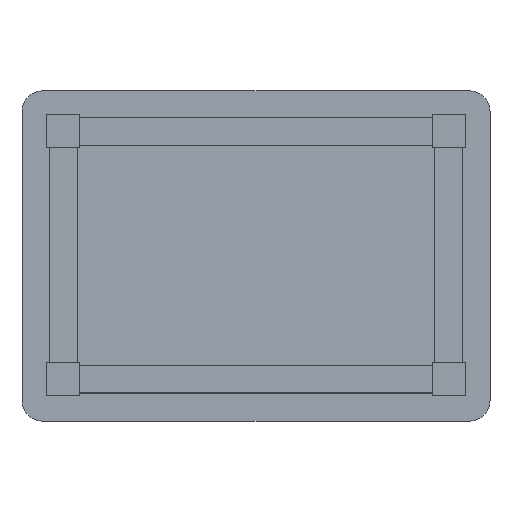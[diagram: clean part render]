
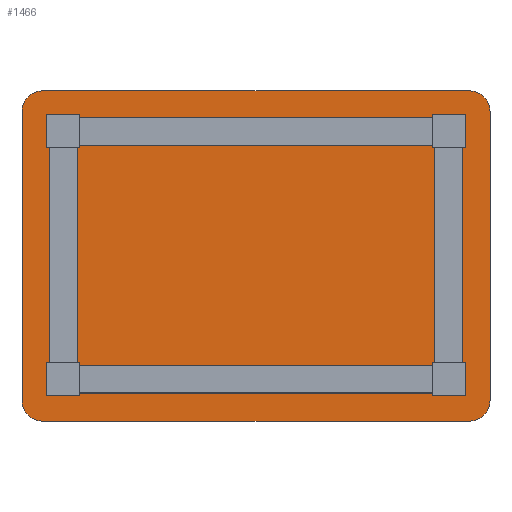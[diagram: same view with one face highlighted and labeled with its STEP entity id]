
A CAD part, top view. The second image highlights one B-rep face of the part: STEP entity #1466.
In plain terms, the highlighted planar face has unit normal (0, 0, 1).
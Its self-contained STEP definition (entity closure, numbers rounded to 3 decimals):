
#127 = EDGE_CURVE ( 'NONE', #1658, #5574, #1275, .T. ) ;
#144 = VECTOR ( 'NONE', #10746, 1000. ) ;
#177 = DIRECTION ( 'NONE',  ( -1., 0., 0. ) ) ;
#186 = CARTESIAN_POINT ( 'NONE',  ( -155., -105., 10. ) ) ;
#229 = AXIS2_PLACEMENT_3D ( 'NONE', #4876, #3021, #10981 ) ;
#235 = CARTESIAN_POINT ( 'NONE',  ( -155., 105., 10. ) ) ;
#377 = DIRECTION ( 'NONE',  ( 0., 0., 1. ) ) ;
#409 = EDGE_LOOP ( 'NONE', ( #1498, #7585 ) ) ;
#477 = AXIS2_PLACEMENT_3D ( 'NONE', #9806, #2855, #2066 ) ;
#647 = EDGE_CURVE ( 'NONE', #5574, #8755, #5648, .T. ) ;
#683 = ORIENTED_EDGE ( 'NONE', *, *, #647, .T. ) ;
#717 = AXIS2_PLACEMENT_3D ( 'NONE', #8987, #4635, #2887 ) ;
#740 = FACE_BOUND ( 'NONE', #409, .T. ) ;
#805 = VERTEX_POINT ( 'NONE', #3778 ) ;
#895 = VERTEX_POINT ( 'NONE', #6323 ) ;
#1030 = CARTESIAN_POINT ( 'NONE',  ( -155., 120., 10. ) ) ;
#1146 = CARTESIAN_POINT ( 'NONE',  ( -170., -105., 10. ) ) ;
#1151 = EDGE_CURVE ( 'NONE', #7051, #2972, #7003, .T. ) ;
#1275 = CIRCLE ( 'NONE', #1628, 15. ) ;
#1466 = ADVANCED_FACE ( 'NONE', ( #11132, #7016, #2429, #8482, #740 ), #7634, .T. ) ;
#1498 = ORIENTED_EDGE ( 'NONE', *, *, #6622, .T. ) ;
#1550 = ORIENTED_EDGE ( 'NONE', *, *, #127, .T. ) ;
#1628 = AXIS2_PLACEMENT_3D ( 'NONE', #186, #2665, #4420 ) ;
#1658 = VERTEX_POINT ( 'NONE', #1146 ) ;
#1667 = VERTEX_POINT ( 'NONE', #9833 ) ;
#1739 = EDGE_CURVE ( 'NONE', #3902, #805, #8837, .T. ) ;
#1817 = DIRECTION ( 'NONE',  ( 0., 0., -1. ) ) ;
#1924 = AXIS2_PLACEMENT_3D ( 'NONE', #3074, #377, #5617 ) ;
#2014 = AXIS2_PLACEMENT_3D ( 'NONE', #7013, #7974, #7070 ) ;
#2066 = DIRECTION ( 'NONE',  ( 1., 0., 0. ) ) ;
#2216 = CARTESIAN_POINT ( 'NONE',  ( -170., 120., 10. ) ) ;
#2302 = CARTESIAN_POINT ( 'NONE',  ( -105., 90., 10. ) ) ;
#2306 = CARTESIAN_POINT ( 'NONE',  ( -170., -120., 10. ) ) ;
#2429 = FACE_BOUND ( 'NONE', #2729, .T. ) ;
#2660 = VECTOR ( 'NONE', #3942, 1000. ) ;
#2665 = DIRECTION ( 'NONE',  ( 0., 0., 1. ) ) ;
#2729 = EDGE_LOOP ( 'NONE', ( #3674, #5873 ) ) ;
#2855 = DIRECTION ( 'NONE',  ( 0., 0., 1. ) ) ;
#2883 = EDGE_CURVE ( 'NONE', #1667, #10628, #7692, .T. ) ;
#2887 = DIRECTION ( 'NONE',  ( 1., 0., 0. ) ) ;
#2905 = EDGE_CURVE ( 'NONE', #10628, #1667, #7332, .T. ) ;
#2972 = VERTEX_POINT ( 'NONE', #3016 ) ;
#3016 = CARTESIAN_POINT ( 'NONE',  ( 105., -90., 10. ) ) ;
#3021 = DIRECTION ( 'NONE',  ( 0., 0., 1. ) ) ;
#3065 = DIRECTION ( 'NONE',  ( 1., 0., 0. ) ) ;
#3074 = CARTESIAN_POINT ( 'NONE',  ( 110., 90., 10. ) ) ;
#3101 = CIRCLE ( 'NONE', #229, 5. ) ;
#3338 = CARTESIAN_POINT ( 'NONE',  ( 170., 105., 10. ) ) ;
#3340 = CARTESIAN_POINT ( 'NONE',  ( 0., 0., 10. ) ) ;
#3428 = CARTESIAN_POINT ( 'NONE',  ( 115., 90., 10. ) ) ;
#3571 = CIRCLE ( 'NONE', #7356, 15. ) ;
#3674 = ORIENTED_EDGE ( 'NONE', *, *, #9246, .F. ) ;
#3729 = CARTESIAN_POINT ( 'NONE',  ( -105., -90., 10. ) ) ;
#3778 = CARTESIAN_POINT ( 'NONE',  ( 155., 120., 10. ) ) ;
#3902 = VERTEX_POINT ( 'NONE', #3338 ) ;
#3936 = EDGE_LOOP ( 'NONE', ( #9409, #5960 ) ) ;
#3942 = DIRECTION ( 'NONE',  ( 0., 1., 0. ) ) ;
#3987 = AXIS2_PLACEMENT_3D ( 'NONE', #4412, #1817, #177 ) ;
#4023 = CARTESIAN_POINT ( 'NONE',  ( -115., -90., 10. ) ) ;
#4076 = ORIENTED_EDGE ( 'NONE', *, *, #1739, .T. ) ;
#4163 = DIRECTION ( 'NONE',  ( -1., 0., 0. ) ) ;
#4412 = CARTESIAN_POINT ( 'NONE',  ( -110., -90., 10. ) ) ;
#4420 = DIRECTION ( 'NONE',  ( 1., 0., 0. ) ) ;
#4470 = AXIS2_PLACEMENT_3D ( 'NONE', #8969, #8456, #4163 ) ;
#4635 = DIRECTION ( 'NONE',  ( 0., 0., 1. ) ) ;
#4717 = CIRCLE ( 'NONE', #9596, 15. ) ;
#4774 = CARTESIAN_POINT ( 'NONE',  ( -115., 90., 10. ) ) ;
#4876 = CARTESIAN_POINT ( 'NONE',  ( -110., 90., 10. ) ) ;
#4935 = VECTOR ( 'NONE', #8246, 1000. ) ;
#5260 = CARTESIAN_POINT ( 'NONE',  ( -110., 90., 10. ) ) ;
#5409 = VERTEX_POINT ( 'NONE', #2302 ) ;
#5435 = AXIS2_PLACEMENT_3D ( 'NONE', #5260, #7862, #6222 ) ;
#5574 = VERTEX_POINT ( 'NONE', #6151 ) ;
#5617 = DIRECTION ( 'NONE',  ( 1., 0., 0. ) ) ;
#5648 = LINE ( 'NONE', #2306, #4935 ) ;
#5799 = CARTESIAN_POINT ( 'NONE',  ( 110., -90., 10. ) ) ;
#5873 = ORIENTED_EDGE ( 'NONE', *, *, #6641, .F. ) ;
#5960 = ORIENTED_EDGE ( 'NONE', *, *, #10430, .T. ) ;
#6087 = CIRCLE ( 'NONE', #8610, 5. ) ;
#6151 = CARTESIAN_POINT ( 'NONE',  ( -155., -120., 10. ) ) ;
#6222 = DIRECTION ( 'NONE',  ( 1., 0., 0. ) ) ;
#6323 = CARTESIAN_POINT ( 'NONE',  ( 170., -105., 10. ) ) ;
#6460 = AXIS2_PLACEMENT_3D ( 'NONE', #3340, #6786, #8538 ) ;
#6461 = DIRECTION ( 'NONE',  ( 0., 0., 1. ) ) ;
#6538 = EDGE_CURVE ( 'NONE', #9825, #7035, #9220, .T. ) ;
#6593 = CARTESIAN_POINT ( 'NONE',  ( 170., 120., 10. ) ) ;
#6620 = EDGE_CURVE ( 'NONE', #8368, #7403, #4717, .T. ) ;
#6622 = EDGE_CURVE ( 'NONE', #7035, #9825, #11024, .T. ) ;
#6641 = EDGE_CURVE ( 'NONE', #9350, #5409, #10300, .T. ) ;
#6705 = DIRECTION ( 'NONE',  ( 0., 0., -1. ) ) ;
#6786 = DIRECTION ( 'NONE',  ( 0., 0., 1. ) ) ;
#6803 = ORIENTED_EDGE ( 'NONE', *, *, #2905, .F. ) ;
#7003 = CIRCLE ( 'NONE', #4470, 5. ) ;
#7013 = CARTESIAN_POINT ( 'NONE',  ( -110., -90., 10. ) ) ;
#7016 = FACE_BOUND ( 'NONE', #3936, .T. ) ;
#7035 = VERTEX_POINT ( 'NONE', #3729 ) ;
#7051 = VERTEX_POINT ( 'NONE', #7180 ) ;
#7070 = DIRECTION ( 'NONE',  ( -1., 0., 0. ) ) ;
#7130 = DIRECTION ( 'NONE',  ( 0., 0., 1. ) ) ;
#7180 = CARTESIAN_POINT ( 'NONE',  ( 115., -90., 10. ) ) ;
#7332 = CIRCLE ( 'NONE', #1924, 5. ) ;
#7356 = AXIS2_PLACEMENT_3D ( 'NONE', #8727, #6461, #3065 ) ;
#7403 = VERTEX_POINT ( 'NONE', #8898 ) ;
#7416 = LINE ( 'NONE', #10007, #11136 ) ;
#7585 = ORIENTED_EDGE ( 'NONE', *, *, #6538, .T. ) ;
#7634 = PLANE ( 'NONE',  #6460 ) ;
#7692 = CIRCLE ( 'NONE', #477, 5. ) ;
#7862 = DIRECTION ( 'NONE',  ( 0., 0., 1. ) ) ;
#7974 = DIRECTION ( 'NONE',  ( 0., 0., -1. ) ) ;
#8246 = DIRECTION ( 'NONE',  ( 1., 0., 0. ) ) ;
#8293 = DIRECTION ( 'NONE',  ( -1., 0., 0. ) ) ;
#8348 = LINE ( 'NONE', #6593, #2660 ) ;
#8368 = VERTEX_POINT ( 'NONE', #1030 ) ;
#8456 = DIRECTION ( 'NONE',  ( 0., 0., -1. ) ) ;
#8482 = FACE_OUTER_BOUND ( 'NONE', #9458, .T. ) ;
#8538 = DIRECTION ( 'NONE',  ( 1., 0., 0. ) ) ;
#8610 = AXIS2_PLACEMENT_3D ( 'NONE', #5799, #6705, #8293 ) ;
#8727 = CARTESIAN_POINT ( 'NONE',  ( 155., -105., 10. ) ) ;
#8731 = ORIENTED_EDGE ( 'NONE', *, *, #10600, .T. ) ;
#8755 = VERTEX_POINT ( 'NONE', #10967 ) ;
#8806 = DIRECTION ( 'NONE',  ( -1., 0., 0. ) ) ;
#8837 = CIRCLE ( 'NONE', #717, 15. ) ;
#8898 = CARTESIAN_POINT ( 'NONE',  ( -170., 105., 10. ) ) ;
#8969 = CARTESIAN_POINT ( 'NONE',  ( 110., -90., 10. ) ) ;
#8987 = CARTESIAN_POINT ( 'NONE',  ( 155., 105., 10. ) ) ;
#9186 = EDGE_LOOP ( 'NONE', ( #6803, #10287 ) ) ;
#9220 = CIRCLE ( 'NONE', #2014, 5. ) ;
#9246 = EDGE_CURVE ( 'NONE', #5409, #9350, #3101, .T. ) ;
#9350 = VERTEX_POINT ( 'NONE', #4774 ) ;
#9409 = ORIENTED_EDGE ( 'NONE', *, *, #1151, .T. ) ;
#9458 = EDGE_LOOP ( 'NONE', ( #10078, #1550, #683, #10262, #8731, #4076, #9706, #9699 ) ) ;
#9596 = AXIS2_PLACEMENT_3D ( 'NONE', #235, #7130, #10393 ) ;
#9699 = ORIENTED_EDGE ( 'NONE', *, *, #6620, .T. ) ;
#9706 = ORIENTED_EDGE ( 'NONE', *, *, #9940, .T. ) ;
#9754 = EDGE_CURVE ( 'NONE', #8755, #895, #3571, .T. ) ;
#9806 = CARTESIAN_POINT ( 'NONE',  ( 110., 90., 10. ) ) ;
#9825 = VERTEX_POINT ( 'NONE', #4023 ) ;
#9833 = CARTESIAN_POINT ( 'NONE',  ( 105., 90., 10. ) ) ;
#9836 = EDGE_CURVE ( 'NONE', #7403, #1658, #9902, .T. ) ;
#9902 = LINE ( 'NONE', #2216, #144 ) ;
#9940 = EDGE_CURVE ( 'NONE', #805, #8368, #7416, .T. ) ;
#10007 = CARTESIAN_POINT ( 'NONE',  ( -170., 120., 10. ) ) ;
#10078 = ORIENTED_EDGE ( 'NONE', *, *, #9836, .T. ) ;
#10262 = ORIENTED_EDGE ( 'NONE', *, *, #9754, .T. ) ;
#10287 = ORIENTED_EDGE ( 'NONE', *, *, #2883, .F. ) ;
#10300 = CIRCLE ( 'NONE', #5435, 5. ) ;
#10393 = DIRECTION ( 'NONE',  ( 1., 0., 0. ) ) ;
#10430 = EDGE_CURVE ( 'NONE', #2972, #7051, #6087, .T. ) ;
#10600 = EDGE_CURVE ( 'NONE', #895, #3902, #8348, .T. ) ;
#10628 = VERTEX_POINT ( 'NONE', #3428 ) ;
#10746 = DIRECTION ( 'NONE',  ( 0., -1., 0. ) ) ;
#10967 = CARTESIAN_POINT ( 'NONE',  ( 155., -120., 10. ) ) ;
#10981 = DIRECTION ( 'NONE',  ( 1., 0., 0. ) ) ;
#11024 = CIRCLE ( 'NONE', #3987, 5. ) ;
#11132 = FACE_BOUND ( 'NONE', #9186, .T. ) ;
#11136 = VECTOR ( 'NONE', #8806, 1000. ) ;
